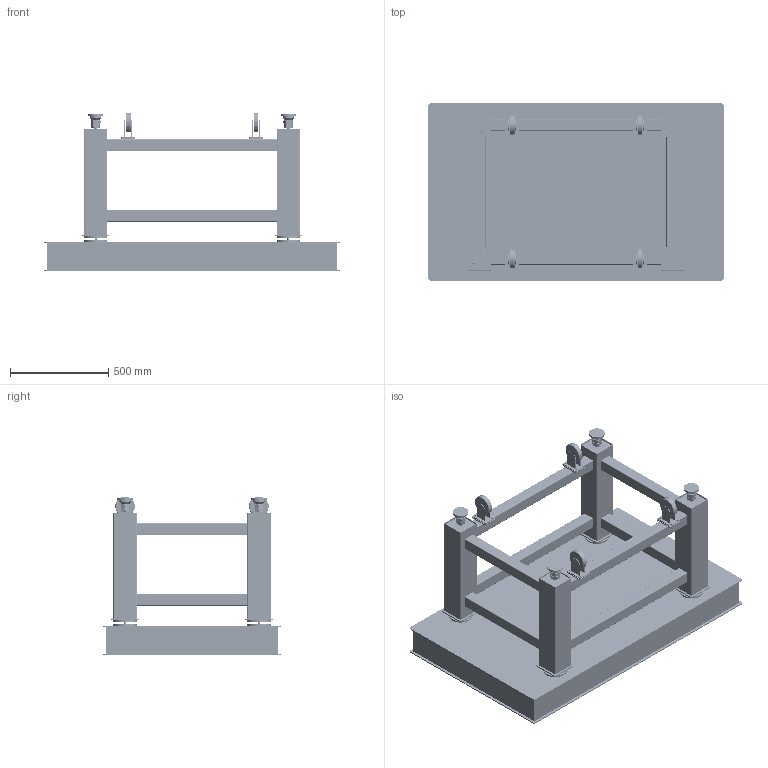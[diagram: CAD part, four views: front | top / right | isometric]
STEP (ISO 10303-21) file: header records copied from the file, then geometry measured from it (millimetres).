
FILE_DESCRIPTION (( 'STEP AP203' ), '1' );
FILE_NAME ('516154.STEP', '2024-04-28T07:09:51', ( '' ), ( '' ), 'SwSTEP 2.0', 'SolidWorks 2020', '' );
FILE_SCHEMA (( 'CONFIG_CONTROL_DESIGN' ));
Products named in the file (1): 516154
Bounding box: 1500 x 900 x 808 mm (x, y, z)
Volume: 203558486.6 mm3; surface area: 11907210.9 mm2
Topology: 62 solids, 62 shells, 6957 faces, 14368 edges, 9532 vertices
Faces by surface type: cylinder 4304, plane 2461, cone 160, bspline 32
Entity records: 190609 total; most frequent: DIRECTION 36520, CARTESIAN_POINT 34102, ORIENTED_EDGE 28736, AXIS2_PLACEMENT_3D 15646, EDGE_CURVE 14368, VERTEX_POINT 9532, EDGE_LOOP 9082, CIRCLE 8720
